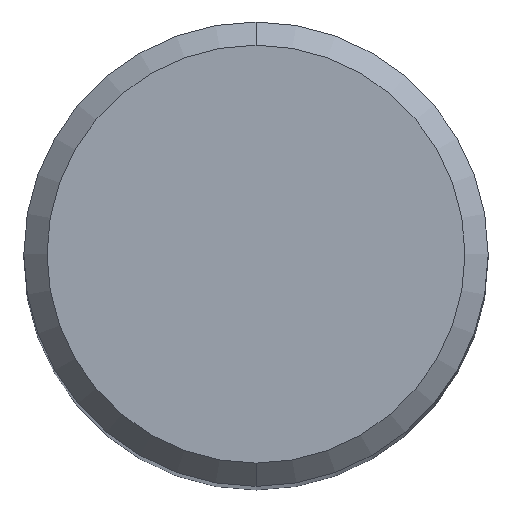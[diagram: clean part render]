
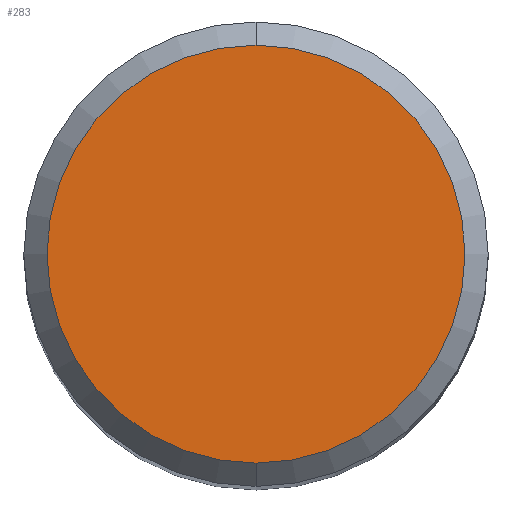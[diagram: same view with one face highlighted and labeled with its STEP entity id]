
A CAD part, top view. The second image highlights one B-rep face of the part: STEP entity #283.
In plain terms, the highlighted planar face has unit normal (0, 0, 1).
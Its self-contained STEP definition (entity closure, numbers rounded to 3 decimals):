
#223=EDGE_CURVE('',#373,#251,#533,.T.);
#251=VERTEX_POINT('',#563);
#283=ADVANCED_FACE('',(#600),#601,.T.);
#285=EDGE_CURVE('',#251,#373,#603,.T.);
#373=VERTEX_POINT('',#704);
#533=CIRCLE('',#885,3.6);
#563=CARTESIAN_POINT('',(0.0,3.6,0.0));
#600=FACE_OUTER_BOUND('',#1006,.T.);
#601=PLANE('',#1007);
#603=CIRCLE('',#1010,3.6);
#704=CARTESIAN_POINT('',(0.,-3.6,0.0));
#885=AXIS2_PLACEMENT_3D('',#1504,#1505,#1506);
#1006=EDGE_LOOP('',(#1585,#1586));
#1007=AXIS2_PLACEMENT_3D('',#1587,#1588,#1589);
#1010=AXIS2_PLACEMENT_3D('',#1590,#1591,#1592);
#1504=CARTESIAN_POINT('',(0.0,0.0,0.0));
#1505=DIRECTION('',(0.0,0.0,-1.0));
#1506=DIRECTION('',(0.0,1.0,0.0));
#1585=ORIENTED_EDGE('',*,*,#285,.F.);
#1586=ORIENTED_EDGE('',*,*,#223,.F.);
#1587=CARTESIAN_POINT('',(0.0,1.8,0.0));
#1588=DIRECTION('',(-0.0,0.0,1.0));
#1589=DIRECTION('',(0.0,-1.0,0.0));
#1590=CARTESIAN_POINT('',(0.0,0.0,0.0));
#1591=DIRECTION('',(0.0,0.0,-1.0));
#1592=DIRECTION('',(0.0,1.0,0.0));
